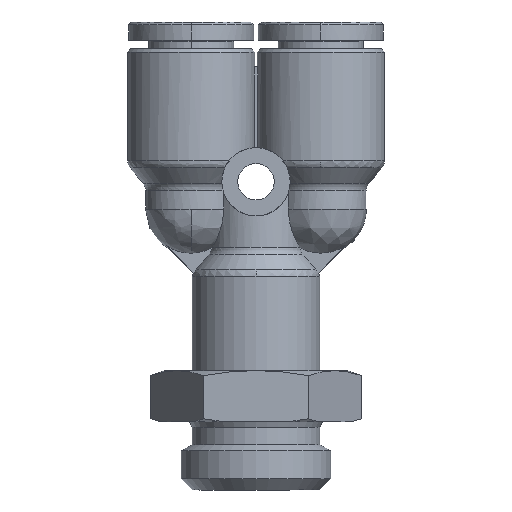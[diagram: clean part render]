
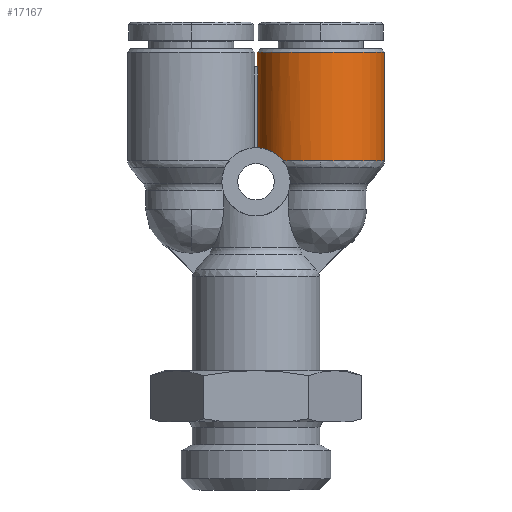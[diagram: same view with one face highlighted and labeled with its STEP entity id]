
A CAD part, front view. The second image highlights one B-rep face of the part: STEP entity #17167.
In plain terms, the highlighted cylindrical face has radius 5.6 mm (diameter 11.2 mm), a partial arc.
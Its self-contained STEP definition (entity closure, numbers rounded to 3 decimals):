
#537 = ORIENTED_EDGE ( 'NONE', *, *, #563, .T. ) ;
#563 = EDGE_CURVE ( 'NONE', #1346, #12367, #16664, .T. ) ;
#757 = VERTEX_POINT ( 'NONE', #2865 ) ;
#770 = EDGE_CURVE ( 'NONE', #16442, #12367, #5188, .T. ) ;
#837 = DIRECTION ( 'NONE',  ( 0., 0., -1. ) ) ;
#1321 = CARTESIAN_POINT ( 'NONE',  ( -14.418, 0., 16.784 ) ) ;
#1346 = VERTEX_POINT ( 'NONE', #17315 ) ;
#1443 = EDGE_CURVE ( 'NONE', #16849, #10586, #14955, .T. ) ;
#1452 = CARTESIAN_POINT ( 'NONE',  ( -11.606, -1.522, 5.78 ) ) ;
#1801 = CARTESIAN_POINT ( 'NONE',  ( -14.418, -0.75, 5.634 ) ) ;
#2089 = CARTESIAN_POINT ( 'NONE',  ( -14.418, 0., 11.184 ) ) ;
#2305 = DIRECTION ( 'NONE',  ( 0., 0., -1. ) ) ;
#2323 = CARTESIAN_POINT ( 'NONE',  ( -10.483, -4.487, 7.834 ) ) ;
#2865 = CARTESIAN_POINT ( 'NONE',  ( -18.718, 0., 5.584 ) ) ;
#2898 = CARTESIAN_POINT ( 'NONE',  ( -18.718, -0.75, 5.634 ) ) ;
#2940 = CARTESIAN_POINT ( 'NONE',  ( -11.614, -0.75, 5.634 ) ) ;
#3064 = CARTESIAN_POINT ( 'NONE',  ( -11.299, -3.578, 6.861 ) ) ;
#3132 = CARTESIAN_POINT ( 'NONE',  ( -10.748, -4.308, 7.602 ) ) ;
#3705 = CARTESIAN_POINT ( 'NONE',  ( -20.018, 0., 16.784 ) ) ;
#3724 = DIRECTION ( 'NONE',  ( -1., 0., 0. ) ) ;
#3974 = CYLINDRICAL_SURFACE ( 'NONE', #16081, 5.6 ) ;
#4101 = DIRECTION ( 'NONE',  ( -1., 0., 0. ) ) ;
#4696 = CARTESIAN_POINT ( 'NONE',  ( -11.501, -2.78, 6.319 ) ) ;
#5188 = LINE ( 'NONE', #1321, #10267 ) ;
#5238 = FACE_OUTER_BOUND ( 'NONE', #18806, .T. ) ;
#5270 = AXIS2_PLACEMENT_3D ( 'NONE', #13475, #3724, #15187 ) ;
#5574 = EDGE_CURVE ( 'NONE', #16802, #757, #11606, .T. ) ;
#5581 = EDGE_CURVE ( 'NONE', #10586, #1346, #18748, .T. ) ;
#6206 = DIRECTION ( 'NONE',  ( 1., 0., 0. ) ) ;
#7697 = CARTESIAN_POINT ( 'NONE',  ( -11.401, -3.272, 6.623 ) ) ;
#7922 = CARTESIAN_POINT ( 'NONE',  ( -18.718, 0., 11.184 ) ) ;
#7985 = CARTESIAN_POINT ( 'NONE',  ( -11.611, -1.142, 5.687 ) ) ;
#8765 = DIRECTION ( 'NONE',  ( 1., 0., 0. ) ) ;
#10144 = AXIS2_PLACEMENT_3D ( 'NONE', #12157, #4101, #12226 ) ;
#10267 = VECTOR ( 'NONE', #6206, 1000. ) ;
#10343 = ORIENTED_EDGE ( 'NONE', *, *, #5574, .T. ) ;
#10457 = EDGE_CURVE ( 'NONE', #16442, #16802, #13312, .T. ) ;
#10514 = AXIS2_PLACEMENT_3D ( 'NONE', #18617, #8765, #837 ) ;
#10583 = VECTOR ( 'NONE', #16933, 1000. ) ;
#10586 = VERTEX_POINT ( 'NONE', #2323 ) ;
#10754 = CARTESIAN_POINT ( 'NONE',  ( -20.018, 0., 5.584 ) ) ;
#10970 = CIRCLE ( 'NONE', #19467, 5.6 ) ;
#11167 = DIRECTION ( 'NONE',  ( 0., 0., -1. ) ) ;
#11389 = ORIENTED_EDGE ( 'NONE', *, *, #770, .F. ) ;
#11606 = LINE ( 'NONE', #20182, #10583 ) ;
#12157 = CARTESIAN_POINT ( 'NONE',  ( -10.483, 0., 11.184 ) ) ;
#12226 = DIRECTION ( 'NONE',  ( 0., 0., -1. ) ) ;
#12367 = VERTEX_POINT ( 'NONE', #13787 ) ;
#12891 = CARTESIAN_POINT ( 'NONE',  ( -11.526, -2.61, 6.225 ) ) ;
#13158 = DIRECTION ( 'NONE',  ( 1., 0., 0. ) ) ;
#13312 = CIRCLE ( 'NONE', #10514, 5.6 ) ;
#13475 = CARTESIAN_POINT ( 'NONE',  ( -10.483, 0., 11.184 ) ) ;
#13528 = ORIENTED_EDGE ( 'NONE', *, *, #10457, .T. ) ;
#13711 = ORIENTED_EDGE ( 'NONE', *, *, #19002, .T. ) ;
#13787 = CARTESIAN_POINT ( 'NONE',  ( -10.483, 0., 16.784 ) ) ;
#13918 = EDGE_CURVE ( 'NONE', #15825, #16849, #19618, .T. ) ;
#14243 = CARTESIAN_POINT ( 'NONE',  ( -11.564, -2.258, 6.055 ) ) ;
#14310 = CARTESIAN_POINT ( 'NONE',  ( -10.968, -4.09, 7.355 ) ) ;
#14376 = CARTESIAN_POINT ( 'NONE',  ( -11.577, -2.075, 5.979 ) ) ;
#14955 = B_SPLINE_CURVE_WITH_KNOTS ( 'NONE', 3,
 ( #17591, #7985, #1452, #14376, #14243, #12891, #4696, #7697, #3064, #19270, #14310, #3132, #16087, #16018 ),
 .UNSPECIFIED., .F., .F.,
 ( 4, 2, 2, 2, 2, 2, 4 ),
 ( 0., 0.001, 0.002, 0.002, 0.004, 0.004, 0.005 ),
 .UNSPECIFIED. ) ;
#15187 = DIRECTION ( 'NONE',  ( 0., 0., -1. ) ) ;
#15249 = ORIENTED_EDGE ( 'NONE', *, *, #1443, .T. ) ;
#15825 = VERTEX_POINT ( 'NONE', #2898 ) ;
#16018 = CARTESIAN_POINT ( 'NONE',  ( -10.483, -4.487, 7.834 ) ) ;
#16081 = AXIS2_PLACEMENT_3D ( 'NONE', #2089, #20064, #2305 ) ;
#16087 = CARTESIAN_POINT ( 'NONE',  ( -10.624, -4.404, 7.722 ) ) ;
#16442 = VERTEX_POINT ( 'NONE', #3705 ) ;
#16582 = VECTOR ( 'NONE', #13158, 1000. ) ;
#16664 = CIRCLE ( 'NONE', #5270, 5.6 ) ;
#16802 = VERTEX_POINT ( 'NONE', #10754 ) ;
#16849 = VERTEX_POINT ( 'NONE', #2940 ) ;
#16933 = DIRECTION ( 'NONE',  ( 1., 0., 0. ) ) ;
#17167 = ADVANCED_FACE ( 'NONE', ( #5238 ), #3974, .T. ) ;
#17255 = ORIENTED_EDGE ( 'NONE', *, *, #13918, .T. ) ;
#17315 = CARTESIAN_POINT ( 'NONE',  ( -10.483, -5.6, 11.184 ) ) ;
#17591 = CARTESIAN_POINT ( 'NONE',  ( -11.614, -0.75, 5.634 ) ) ;
#18617 = CARTESIAN_POINT ( 'NONE',  ( -20.018, 0., 11.184 ) ) ;
#18748 = CIRCLE ( 'NONE', #10144, 5.6 ) ;
#18806 = EDGE_LOOP ( 'NONE', ( #11389, #13528, #10343, #13711, #17255, #15249, #20926, #537 ) ) ;
#19002 = EDGE_CURVE ( 'NONE', #757, #15825, #10970, .T. ) ;
#19270 = CARTESIAN_POINT ( 'NONE',  ( -11.062, -3.969, 7.229 ) ) ;
#19467 = AXIS2_PLACEMENT_3D ( 'NONE', #7922, #20932, #11167 ) ;
#19618 = LINE ( 'NONE', #1801, #16582 ) ;
#20064 = DIRECTION ( 'NONE',  ( 1., 0., 0. ) ) ;
#20182 = CARTESIAN_POINT ( 'NONE',  ( -14.418, 0., 5.584 ) ) ;
#20926 = ORIENTED_EDGE ( 'NONE', *, *, #5581, .T. ) ;
#20932 = DIRECTION ( 'NONE',  ( -1., 0., 0. ) ) ;
